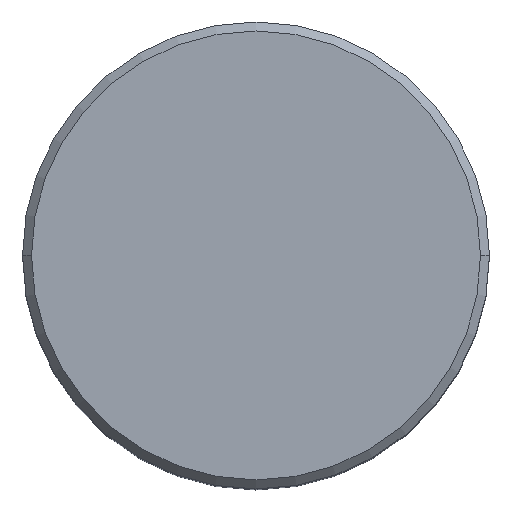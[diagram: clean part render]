
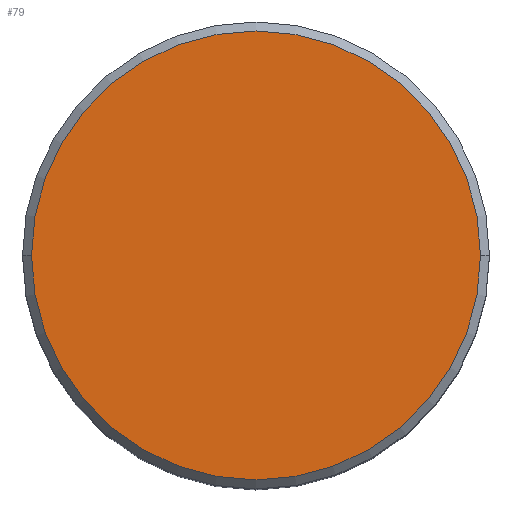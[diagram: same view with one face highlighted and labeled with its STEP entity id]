
A CAD part, top view. The second image highlights one B-rep face of the part: STEP entity #79.
In plain terms, the highlighted planar face has unit normal (0, 0, 1).
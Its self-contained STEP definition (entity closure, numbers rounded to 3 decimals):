
#4 = DIRECTION ( 'NONE',  ( 0., 0., 1. ) ) ;
#34 = CIRCLE ( 'NONE', #258, 12.5 ) ;
#38 = DIRECTION ( 'NONE',  ( 1., 0., 0. ) ) ;
#41 = ORIENTED_EDGE ( 'NONE', *, *, #312, .T. ) ;
#66 = AXIS2_PLACEMENT_3D ( 'NONE', #242, #317, #545 ) ;
#79 = ADVANCED_FACE ( 'NONE', ( #115 ), #360, .T. ) ;
#95 = CARTESIAN_POINT ( 'NONE',  ( 0., 0., 0. ) ) ;
#104 = DIRECTION ( 'NONE',  ( 0., 0., 1. ) ) ;
#115 = FACE_OUTER_BOUND ( 'NONE', #301, .T. ) ;
#173 = VERTEX_POINT ( 'NONE', #320 ) ;
#210 = EDGE_CURVE ( 'NONE', #536, #173, #34, .T. ) ;
#242 = CARTESIAN_POINT ( 'NONE',  ( 0., 0., 0. ) ) ;
#258 = AXIS2_PLACEMENT_3D ( 'NONE', #406, #4, #38 ) ;
#301 = EDGE_LOOP ( 'NONE', ( #41, #473 ) ) ;
#312 = EDGE_CURVE ( 'NONE', #173, #536, #491, .T. ) ;
#317 = DIRECTION ( 'NONE',  ( 0., 0., 1. ) ) ;
#320 = CARTESIAN_POINT ( 'NONE',  ( -12.5, 0., 0. ) ) ;
#360 = PLANE ( 'NONE',  #66 ) ;
#396 = AXIS2_PLACEMENT_3D ( 'NONE', #95, #104, #442 ) ;
#406 = CARTESIAN_POINT ( 'NONE',  ( 0., 0., 0. ) ) ;
#442 = DIRECTION ( 'NONE',  ( 1., 0., 0. ) ) ;
#473 = ORIENTED_EDGE ( 'NONE', *, *, #210, .T. ) ;
#491 = CIRCLE ( 'NONE', #396, 12.5 ) ;
#536 = VERTEX_POINT ( 'NONE', #561 ) ;
#545 = DIRECTION ( 'NONE',  ( 1., 0., 0. ) ) ;
#561 = CARTESIAN_POINT ( 'NONE',  ( 12.5, 0., 0. ) ) ;
